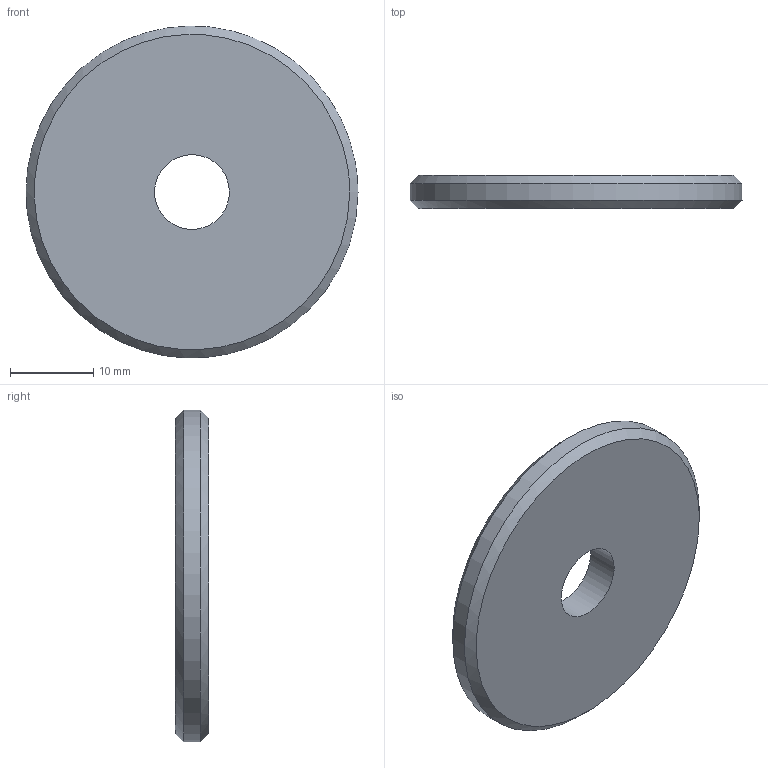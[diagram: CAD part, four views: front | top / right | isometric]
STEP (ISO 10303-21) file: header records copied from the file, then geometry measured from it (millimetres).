
FILE_DESCRIPTION(/* description */ (''),/* implementation_level */ '2;1');
FILE_NAME(/* name */ 'Discus_Disc_Spacer_4mm',/* time_stamp */ '2022-02-20T23:15:34+01:00',/* author */ (''),/* organization */ (''),/* preprocessor_version */ 'ST-DEVELOPER v16.5',/* originating_system */ 'Rhino 7.15',/* authorisation */ '');
FILE_SCHEMA (('CONFIG_CONTROL_DESIGN'));
Length unit declared in the file: millimetre
Products named in the file (1): Document
Bounding box: 40 x 4 x 39.98 mm (x, y, z)
Volume: 4660.1 mm3; surface area: 2856.9 mm2
Topology: 1 solids, 1 shells, 6 faces, 10 edges, 6 vertices
Faces by surface type: cylinder 2, plane 2, bspline 2
Full cylindrical faces by diameter (mm): 9 x1, 40 x1
Entity records: 274 total; most frequent: CARTESIAN_POINT 110, ORIENTED_EDGE 20, EDGE_CURVE 10, EDGE_LOOP 8, DIRECTION 8, ORGANIZATION 7, PERSON_AND_ORGANIZATION 7, ADVANCED_FACE 6
